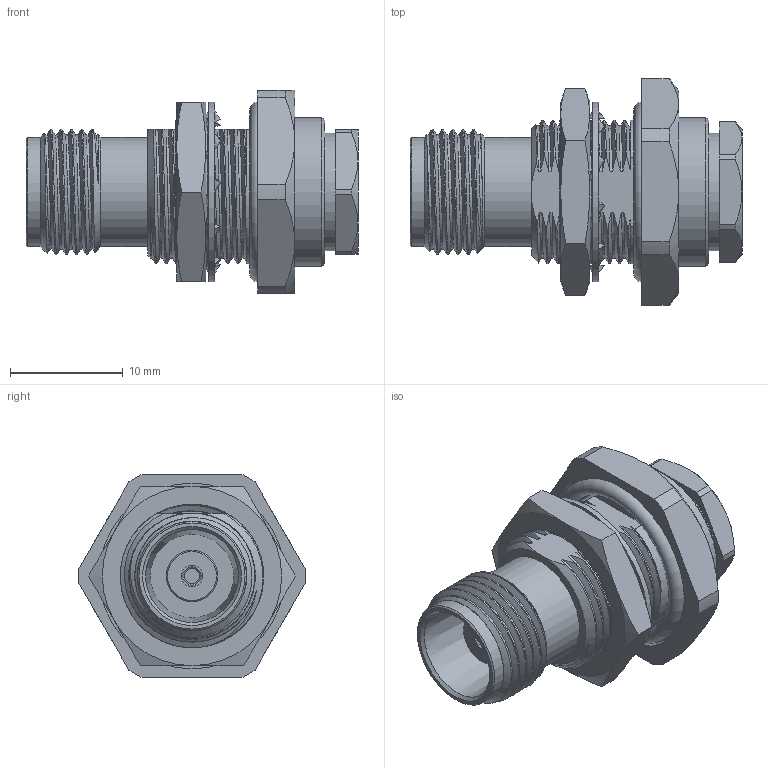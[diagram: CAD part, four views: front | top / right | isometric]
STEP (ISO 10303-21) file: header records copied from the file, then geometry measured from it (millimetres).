
FILE_DESCRIPTION (( 'STEP AP203' ), '1' );
FILE_NAME ('PE45132.step', '2020-03-02T21:56:01', ( '' ), ( '' ), 'SwSTEP 2.0', 'SolidWorks 2018', '' );
FILE_SCHEMA (( 'CONFIG_CONTROL_DESIGN' ));
Length unit declared in the file: inch
Products named in the file (1): PE45132
Bounding box: 29.39 x 20.05 x 18 mm (x, y, z)
Volume: 3480 mm3; surface area: 3220.5 mm2
Topology: 4 solids, 4 shells, 242 faces, 667 edges, 443 vertices
Faces by surface type: bspline 79, plane 74, cylinder 48, cone 40, torus 1
Full cylindrical faces by diameter (mm): 1.346 x1, 1.854 x1, 2.21 x1, 4.572 x1, 9.652 x2, 10.44 x1, 12.7 x1, 13.193 x1, 15.875 x1, 16.431 x1
Entity records: 22621 total; most frequent: CARTESIAN_POINT 17307, ORIENTED_EDGE 1270, DIRECTION 825, EDGE_CURVE 635, VERTEX_POINT 432, AXIS2_PLACEMENT_3D 312, EDGE_LOOP 275, FACE_OUTER_BOUND 251
